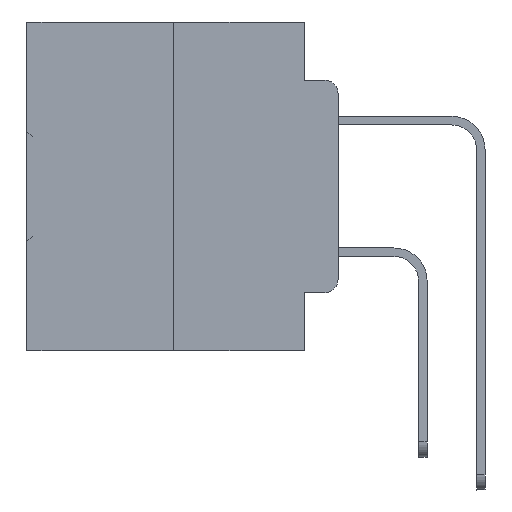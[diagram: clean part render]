
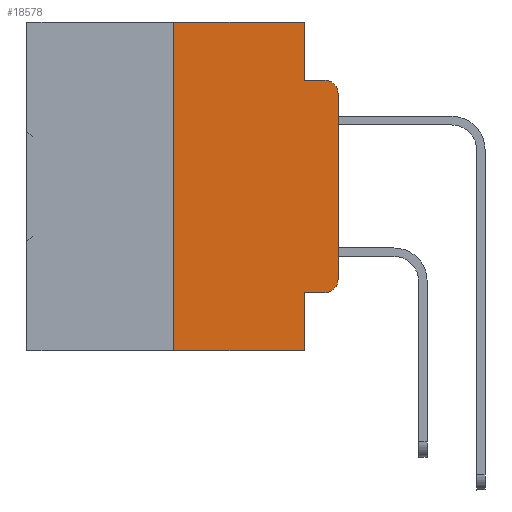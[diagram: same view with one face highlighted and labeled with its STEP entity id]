
A CAD part, left-side view. The second image highlights one B-rep face of the part: STEP entity #18578.
In plain terms, the highlighted planar face has unit normal (-1, 0, 0).
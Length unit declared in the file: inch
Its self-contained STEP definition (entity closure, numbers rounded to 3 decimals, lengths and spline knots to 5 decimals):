
#216 = EDGE_CURVE ( 'NONE', #13836, #32246, #32589, .T. ) ;
#1155 = ORIENTED_EDGE ( 'NONE', *, *, #13312, .T. ) ;
#1521 = EDGE_CURVE ( 'NONE', #14770, #16044, #13802, .T. ) ;
#2062 = ORIENTED_EDGE ( 'NONE', *, *, #16221, .F. ) ;
#2862 = VERTEX_POINT ( 'NONE', #32339 ) ;
#3231 = ORIENTED_EDGE ( 'NONE', *, *, #35567, .T. ) ;
#4240 = ORIENTED_EDGE ( 'NONE', *, *, #216, .T. ) ;
#4313 = EDGE_CURVE ( 'NONE', #32246, #20919, #33688, .T. ) ;
#4519 = CARTESIAN_POINT ( 'NONE',  ( 0., 0., -0.3915 ) ) ;
#4570 = AXIS2_PLACEMENT_3D ( 'NONE', #10094, #30535, #13069 ) ;
#4838 = DIRECTION ( 'NONE',  ( 0., 0., 1. ) ) ;
#4970 = ORIENTED_EDGE ( 'NONE', *, *, #31613, .T. ) ;
#5463 = ORIENTED_EDGE ( 'NONE', *, *, #4313, .T. ) ;
#5583 = EDGE_CURVE ( 'NONE', #36688, #14770, #24905, .T. ) ;
#6085 = DIRECTION ( 'NONE',  ( 0., 0., -1. ) ) ;
#6403 = VECTOR ( 'NONE', #15185, 39.37008 ) ;
#6714 = AXIS2_PLACEMENT_3D ( 'NONE', #23298, #32742, #6085 ) ;
#7756 = LINE ( 'NONE', #22085, #14690 ) ;
#7940 = CARTESIAN_POINT ( 'NONE',  ( 0., 0.473, 0. ) ) ;
#8028 = VERTEX_POINT ( 'NONE', #36865 ) ;
#8029 = CARTESIAN_POINT ( 'NONE',  ( 0., 0.051, 0. ) ) ;
#8232 = CARTESIAN_POINT ( 'NONE',  ( 0., 0.051, 0. ) ) ;
#8343 = VECTOR ( 'NONE', #11925, 39.37008 ) ;
#9287 = VECTOR ( 'NONE', #12246, 39.37008 ) ;
#9642 = ORIENTED_EDGE ( 'NONE', *, *, #5583, .F. ) ;
#9853 = VECTOR ( 'NONE', #15554, 39.37008 ) ;
#10094 = CARTESIAN_POINT ( 'NONE',  ( 0., 0.02, -0.1085 ) ) ;
#10928 = DIRECTION ( 'NONE',  ( 1., 0., 0. ) ) ;
#11773 = CARTESIAN_POINT ( 'NONE',  ( 0., 0.051, -0.0885 ) ) ;
#11925 = DIRECTION ( 'NONE',  ( 0., 0., 1. ) ) ;
#12246 = DIRECTION ( 'NONE',  ( 0., -1., 0. ) ) ;
#13069 = DIRECTION ( 'NONE',  ( 0., 0., -1. ) ) ;
#13312 = EDGE_CURVE ( 'NONE', #20919, #14781, #24764, .T. ) ;
#13665 = CARTESIAN_POINT ( 'NONE',  ( 0., 0., 0. ) ) ;
#13802 = LINE ( 'NONE', #23623, #19746 ) ;
#13836 = VERTEX_POINT ( 'NONE', #16058 ) ;
#14690 = VECTOR ( 'NONE', #27937, 39.37008 ) ;
#14708 = CARTESIAN_POINT ( 'NONE',  ( 0., 0., -0.1085 ) ) ;
#14770 = VERTEX_POINT ( 'NONE', #11773 ) ;
#14781 = VERTEX_POINT ( 'NONE', #14708 ) ;
#15185 = DIRECTION ( 'NONE',  ( 0., -1., 0. ) ) ;
#15554 = DIRECTION ( 'NONE',  ( 0., 0., -1. ) ) ;
#15631 = CARTESIAN_POINT ( 'NONE',  ( 0., 0.051, 0. ) ) ;
#16044 = VERTEX_POINT ( 'NONE', #16360 ) ;
#16058 = CARTESIAN_POINT ( 'NONE',  ( 0., 0.051, -0.4115 ) ) ;
#16188 = LINE ( 'NONE', #32322, #8343 ) ;
#16221 = EDGE_CURVE ( 'NONE', #13836, #8028, #35248, .T. ) ;
#16360 = CARTESIAN_POINT ( 'NONE',  ( 0., 0.02, -0.0885 ) ) ;
#16618 = EDGE_LOOP ( 'NONE', ( #1155, #4970, #22447, #9642, #19299, #27005, #3231, #2062, #4240, #5463 ) ) ;
#16650 = AXIS2_PLACEMENT_3D ( 'NONE', #7940, #10928, #31356 ) ;
#17128 = DIRECTION ( 'NONE',  ( 0., 0., -1. ) ) ;
#18578 = ADVANCED_FACE ( 'NONE', ( #32366 ), #25480, .F. ) ;
#18661 = CARTESIAN_POINT ( 'NONE',  ( 0., 0.02, -0.4115 ) ) ;
#18886 = VECTOR ( 'NONE', #17128, 39.37008 ) ;
#19299 = ORIENTED_EDGE ( 'NONE', *, *, #30846, .F. ) ;
#19512 = VERTEX_POINT ( 'NONE', #33074 ) ;
#19746 = VECTOR ( 'NONE', #26979, 39.37008 ) ;
#20919 = VERTEX_POINT ( 'NONE', #4519 ) ;
#22085 = CARTESIAN_POINT ( 'NONE',  ( 0., 0.473, -0.5 ) ) ;
#22447 = ORIENTED_EDGE ( 'NONE', *, *, #1521, .F. ) ;
#23298 = CARTESIAN_POINT ( 'NONE',  ( 0., 0.02, -0.3915 ) ) ;
#23623 = CARTESIAN_POINT ( 'NONE',  ( 0., 0.051, -0.0885 ) ) ;
#24764 = LINE ( 'NONE', #13665, #32533 ) ;
#24905 = LINE ( 'NONE', #15631, #9853 ) ;
#25480 = PLANE ( 'NONE',  #16650 ) ;
#26739 = CARTESIAN_POINT ( 'NONE',  ( 0., 0.473, 0. ) ) ;
#26979 = DIRECTION ( 'NONE',  ( 0., -1., 0. ) ) ;
#27005 = ORIENTED_EDGE ( 'NONE', *, *, #29886, .F. ) ;
#27438 = CIRCLE ( 'NONE', #4570, 0.02 ) ;
#27937 = DIRECTION ( 'NONE',  ( 0., -1., 0. ) ) ;
#29774 = LINE ( 'NONE', #26739, #6403 ) ;
#29886 = EDGE_CURVE ( 'NONE', #2862, #19512, #16188, .T. ) ;
#30535 = DIRECTION ( 'NONE',  ( -1., 0., 0. ) ) ;
#30846 = EDGE_CURVE ( 'NONE', #19512, #36688, #29774, .T. ) ;
#31356 = DIRECTION ( 'NONE',  ( 0., 0., -1. ) ) ;
#31613 = EDGE_CURVE ( 'NONE', #14781, #16044, #27438, .T. ) ;
#32246 = VERTEX_POINT ( 'NONE', #18661 ) ;
#32322 = CARTESIAN_POINT ( 'NONE',  ( 0., 0.25, 0. ) ) ;
#32339 = CARTESIAN_POINT ( 'NONE',  ( 0., 0.25, -0.5 ) ) ;
#32366 = FACE_OUTER_BOUND ( 'NONE', #16618, .T. ) ;
#32533 = VECTOR ( 'NONE', #4838, 39.37008 ) ;
#32589 = LINE ( 'NONE', #34590, #9287 ) ;
#32742 = DIRECTION ( 'NONE',  ( -1., 0., 0. ) ) ;
#33074 = CARTESIAN_POINT ( 'NONE',  ( 0., 0.25, 0. ) ) ;
#33688 = CIRCLE ( 'NONE', #6714, 0.02 ) ;
#34590 = CARTESIAN_POINT ( 'NONE',  ( 0., 0.051, -0.4115 ) ) ;
#35248 = LINE ( 'NONE', #8232, #18886 ) ;
#35567 = EDGE_CURVE ( 'NONE', #2862, #8028, #7756, .T. ) ;
#36688 = VERTEX_POINT ( 'NONE', #8029 ) ;
#36865 = CARTESIAN_POINT ( 'NONE',  ( 0., 0.051, -0.5 ) ) ;
